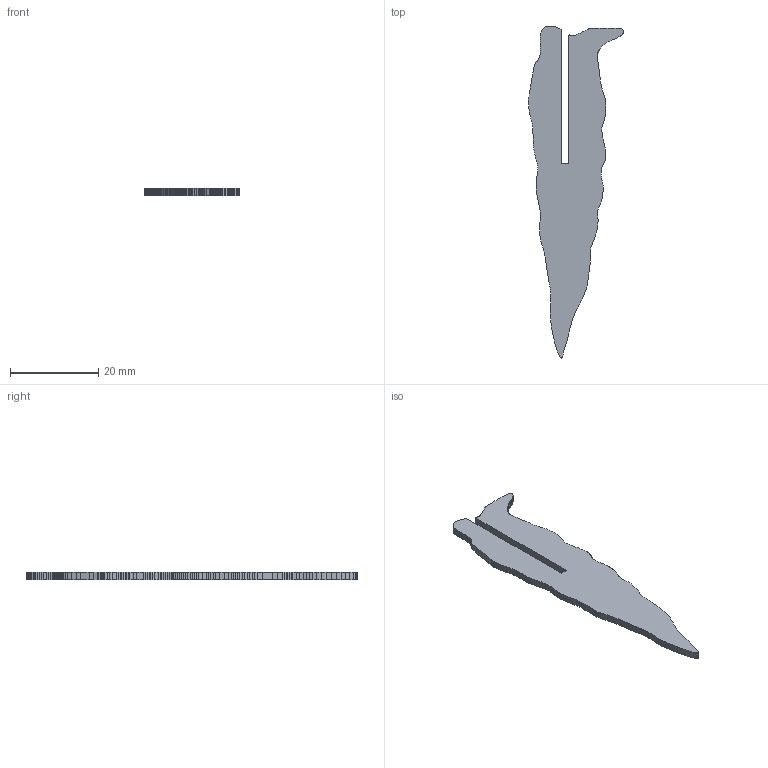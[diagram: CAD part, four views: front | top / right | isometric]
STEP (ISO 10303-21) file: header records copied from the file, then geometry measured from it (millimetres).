
FILE_DESCRIPTION(('KiCad electronic assembly'),'2;1');
FILE_NAME('BugBackbone.step','2025-04-02T17:42:41',('Pcbnew'),('Kicad'), 'Open CASCADE STEP processor 7.6','KiCad to STEP converter','Unknown' );
FILE_SCHEMA(('AUTOMOTIVE_DESIGN { 1 0 10303 214 1 1 1 1 }'));
Length unit declared in the file: millimetre
Products named in the file (2): BugBackbone 1; BugBackbone_PCB
Assembly tree (1 placements, depth 2):
  BugBackbone 1
    BugBackbone_PCB
Bounding box: 21.65 x 75.36 x 1.6 mm (x, y, z)
Volume: 1375.3 mm3; surface area: 2095 mm2
Topology: 1 solids, 1 shells, 381 faces, 1137 edges, 758 vertices
Faces by surface type: plane 381
Entity records: 12568 total; most frequent: CARTESIAN_POINT 2278, ORIENTED_EDGE 2274, DIRECTION 1903, EDGE_CURVE 1137, LINE 1137, VECTOR 1137, VERTEX_POINT 758, AXIS2_PLACEMENT_3D 383
